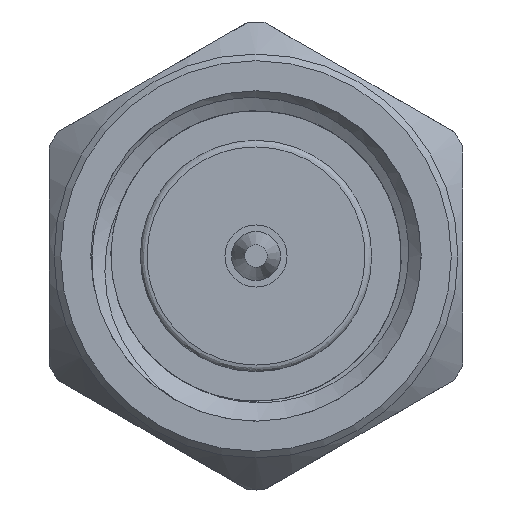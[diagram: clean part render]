
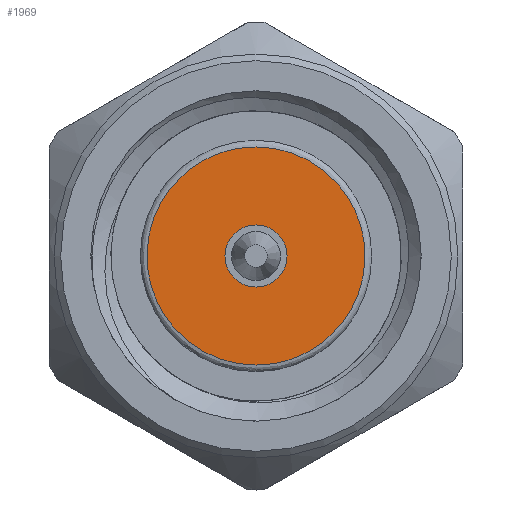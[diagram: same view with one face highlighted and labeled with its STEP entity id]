
A CAD part, left-side view. The second image highlights one B-rep face of the part: STEP entity #1969.
In plain terms, the highlighted planar face has unit normal (-1, 0, 0).
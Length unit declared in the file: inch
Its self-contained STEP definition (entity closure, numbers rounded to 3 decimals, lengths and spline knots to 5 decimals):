
#3 = VERTEX_POINT ( 'NONE', #2596 ) ;
#123 = CARTESIAN_POINT ( 'NONE',  ( 0.11, 0., 0. ) ) ;
#177 = ORIENTED_EDGE ( 'NONE', *, *, #391, .F. ) ;
#304 = AXIS2_PLACEMENT_3D ( 'NONE', #3056, #3275, #393 ) ;
#367 = PLANE ( 'NONE',  #663 ) ;
#391 = EDGE_CURVE ( 'NONE', #1048, #2688, #942, .T. ) ;
#393 = DIRECTION ( 'NONE',  ( 0., 0., -1. ) ) ;
#635 = CARTESIAN_POINT ( 'NONE',  ( 0.11, 0., -0.0825 ) ) ;
#652 = CARTESIAN_POINT ( 'NONE',  ( 0.11, 0.165, 0.0825 ) ) ;
#663 = AXIS2_PLACEMENT_3D ( 'NONE', #123, #1153, #2476 ) ;
#844 =( BOUNDED_CURVE ( )  B_SPLINE_CURVE ( 3, ( #906, #1192, #652, #1183 ),
 .UNSPECIFIED., .F., .F. ) 
 B_SPLINE_CURVE_WITH_KNOTS ( ( 4, 4 ),
 ( 0., 1. ),
 .UNSPECIFIED. ) 
 CURVE ( )  GEOMETRIC_REPRESENTATION_ITEM ( )  RATIONAL_B_SPLINE_CURVE ( ( 1., 0.333, 0.333, 1. ) ) 
 REPRESENTATION_ITEM ( '' )  );
#864 = CARTESIAN_POINT ( 'NONE',  ( 0.11, 0., -0.0825 ) ) ;
#906 = CARTESIAN_POINT ( 'NONE',  ( 0.11, 0., -0.0825 ) ) ;
#942 =( BOUNDED_CURVE ( )  B_SPLINE_CURVE ( 3, ( #2673, #2947, #3177, #864 ),
 .UNSPECIFIED., .F., .T. ) 
 B_SPLINE_CURVE_WITH_KNOTS ( ( 4, 4 ),
 ( 0., 1. ),
 .UNSPECIFIED. ) 
 CURVE ( )  GEOMETRIC_REPRESENTATION_ITEM ( )  RATIONAL_B_SPLINE_CURVE ( ( 1., 0.333, 0.333, 1. ) ) 
 REPRESENTATION_ITEM ( '' )  );
#1048 = VERTEX_POINT ( 'NONE', #2361 ) ;
#1134 = ORIENTED_EDGE ( 'NONE', *, *, #3230, .F. ) ;
#1153 = DIRECTION ( 'NONE',  ( 1., 0., 0. ) ) ;
#1183 = CARTESIAN_POINT ( 'NONE',  ( 0.11, 0., 0.0825 ) ) ;
#1192 = CARTESIAN_POINT ( 'NONE',  ( 0.11, 0.165, -0.0825 ) ) ;
#1203 = EDGE_LOOP ( 'NONE', ( #2842, #177 ) ) ;
#1205 = EDGE_LOOP ( 'NONE', ( #1134 ) ) ;
#1388 = FACE_OUTER_BOUND ( 'NONE', #1203, .T. ) ;
#1704 = FACE_BOUND ( 'NONE', #1205, .T. ) ;
#1969 = ADVANCED_FACE ( 'NONE', ( #1704, #1388 ), #367, .F. ) ;
#2221 = CIRCLE ( 'NONE', #304, 0.0235 ) ;
#2361 = CARTESIAN_POINT ( 'NONE',  ( 0.11, 0., 0.0825 ) ) ;
#2476 = DIRECTION ( 'NONE',  ( 0., 0., -1. ) ) ;
#2596 = CARTESIAN_POINT ( 'NONE',  ( 0.11, 0., -0.0235 ) ) ;
#2673 = CARTESIAN_POINT ( 'NONE',  ( 0.11, 0., 0.0825 ) ) ;
#2688 = VERTEX_POINT ( 'NONE', #635 ) ;
#2774 = EDGE_CURVE ( 'NONE', #2688, #1048, #844, .T. ) ;
#2842 = ORIENTED_EDGE ( 'NONE', *, *, #2774, .F. ) ;
#2947 = CARTESIAN_POINT ( 'NONE',  ( 0.11, -0.165, 0.0825 ) ) ;
#3056 = CARTESIAN_POINT ( 'NONE',  ( 0.11, 0., 0. ) ) ;
#3177 = CARTESIAN_POINT ( 'NONE',  ( 0.11, -0.165, -0.0825 ) ) ;
#3230 = EDGE_CURVE ( 'NONE', #3, #3, #2221, .T. ) ;
#3275 = DIRECTION ( 'NONE',  ( -1., 0., 0. ) ) ;
